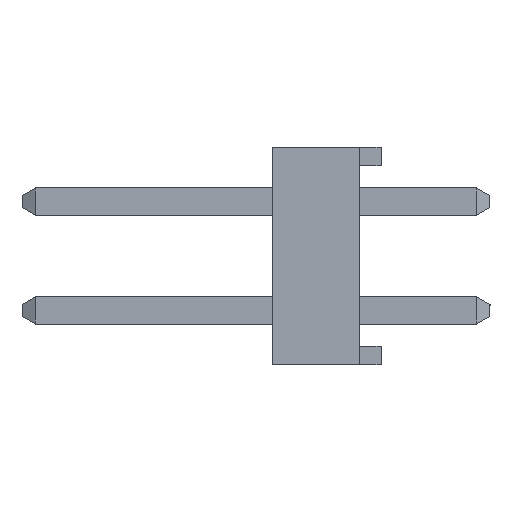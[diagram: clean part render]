
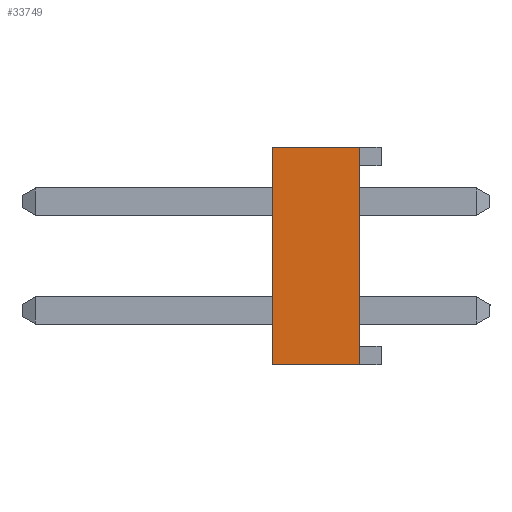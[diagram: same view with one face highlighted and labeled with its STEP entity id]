
A CAD part, left-side view. The second image highlights one B-rep face of the part: STEP entity #33749.
In plain terms, the highlighted planar face has unit normal (-1, 0, 0).
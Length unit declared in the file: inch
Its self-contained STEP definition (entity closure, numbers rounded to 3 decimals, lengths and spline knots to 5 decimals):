
#3479=ORIENTED_EDGE('',*,*,#12251,.F.);
#3480=ORIENTED_EDGE('',*,*,#10681,.F.);
#3481=ORIENTED_EDGE('',*,*,#12252,.F.);
#3482=ORIENTED_EDGE('',*,*,#10920,.T.);
#10681=EDGE_CURVE('',#15299,#15300,#18405,.T.);
#10920=EDGE_CURVE('',#15451,#15450,#18644,.T.);
#12251=EDGE_CURVE('',#15300,#15450,#19975,.T.);
#12252=EDGE_CURVE('',#15451,#15299,#19976,.T.);
#15299=VERTEX_POINT('',#47693);
#15300=VERTEX_POINT('',#47695);
#15450=VERTEX_POINT('',#48106);
#15451=VERTEX_POINT('',#48108);
#18405=LINE('',#47694,#23201);
#18644=LINE('',#48107,#23440);
#19975=LINE('',#50705,#24771);
#19976=LINE('',#50706,#24772);
#23201=VECTOR('',#38349,39.37008);
#23440=VECTOR('',#38634,39.37008);
#24771=VECTOR('',#40931,39.37008);
#24772=VECTOR('',#40932,39.37008);
#27621=EDGE_LOOP('',(#3479,#3480,#3481,#3482));
#29725=FACE_BOUND('',#27621,.T.);
#31829=PLANE('',#35695);
#33749=ADVANCED_FACE('',(#29725),#31829,.F.);
#35695=AXIS2_PLACEMENT_3D('',#50704,#40929,#40930);
#38349=DIRECTION('',(0.,-1.,0.));
#38634=DIRECTION('',(0.,-1.,0.));
#40929=DIRECTION('',(1.,0.,0.));
#40930=DIRECTION('',(0.,0.,-1.));
#40931=DIRECTION('',(0.,0.,-1.));
#40932=DIRECTION('',(0.,0.,1.));
#47693=CARTESIAN_POINT('',(-1.15,0.1,0.1));
#47694=CARTESIAN_POINT('',(-1.15,0.1,0.1));
#47695=CARTESIAN_POINT('',(-1.15,0.02,0.1));
#48106=CARTESIAN_POINT('',(-1.15,0.02,-0.1));
#48107=CARTESIAN_POINT('',(-1.15,0.1,-0.1));
#48108=CARTESIAN_POINT('',(-1.15,0.1,-0.1));
#50704=CARTESIAN_POINT('',(-1.15,0.1,-0.1));
#50705=CARTESIAN_POINT('',(-1.15,0.02,-0.1));
#50706=CARTESIAN_POINT('',(-1.15,0.1,-0.1));
